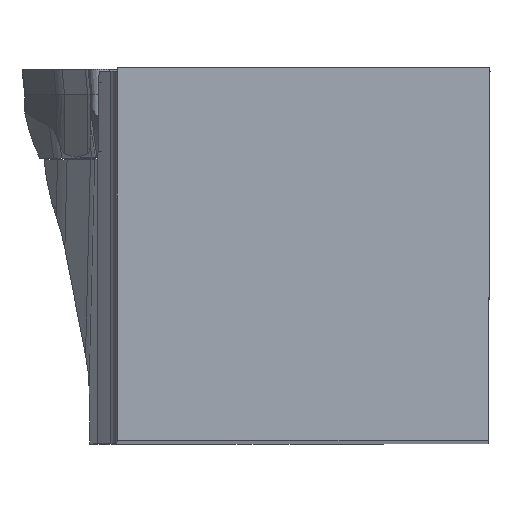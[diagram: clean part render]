
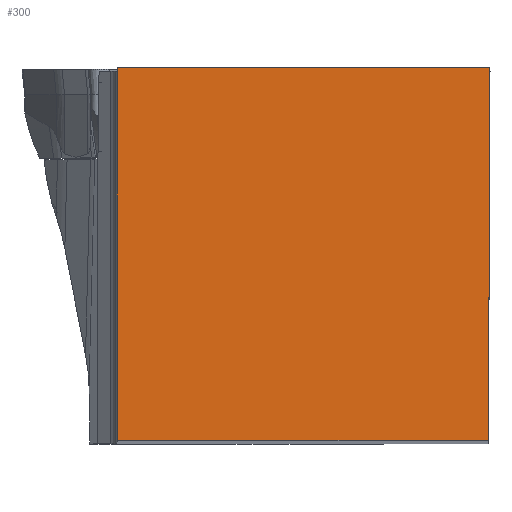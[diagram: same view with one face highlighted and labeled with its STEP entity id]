
A CAD part, top view. The second image highlights one B-rep face of the part: STEP entity #300.
In plain terms, the highlighted planar face has unit normal (0, 0, 1).
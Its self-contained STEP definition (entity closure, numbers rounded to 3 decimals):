
#300=ADVANCED_FACE('CU_BACK_SU1',(#435),#390,.F.);
#390=PLANE('',#1946);
#435=FACE_OUTER_BOUND('',#530,.T.);
#530=EDGE_LOOP('',(#959,#960,#961,#962));
#634=LINE('',#2520,#768);
#643=LINE('',#2543,#777);
#646=LINE('',#2548,#780);
#650=LINE('',#2557,#784);
#768=VECTOR('',#2111,1.);
#777=VECTOR('',#2126,1.);
#780=VECTOR('',#2131,1.);
#784=VECTOR('',#2141,1.);
#959=ORIENTED_EDGE('',*,*,#1619,.T.);
#960=ORIENTED_EDGE('',*,*,#1633,.T.);
#961=ORIENTED_EDGE('',*,*,#1630,.T.);
#962=ORIENTED_EDGE('',*,*,#1638,.F.);
#1435=VERTEX_POINT('',#2519);
#1436=VERTEX_POINT('',#2521);
#1446=VERTEX_POINT('',#2542);
#1447=VERTEX_POINT('',#2544);
#1619=EDGE_CURVE('',#1436,#1435,#634,.T.);
#1630=EDGE_CURVE('',#1447,#1446,#643,.T.);
#1633=EDGE_CURVE('',#1435,#1447,#646,.T.);
#1638=EDGE_CURVE('',#1436,#1446,#650,.T.);
#1946=AXIS2_PLACEMENT_3D('',#2558,#2142,#2143);
#2111=DIRECTION('',(1.,0.,0.));
#2126=DIRECTION('',(-1.,0.,0.));
#2131=DIRECTION('',(0.004,1.,0.));
#2141=DIRECTION('',(0.,1.,0.));
#2142=DIRECTION('',(0.,0.,-1.));
#2143=DIRECTION('',(0.,-1.,0.));
#2519=CARTESIAN_POINT('',(-0.11,0.,0.));
#2520=CARTESIAN_POINT('',(17.764,0.,0.));
#2521=CARTESIAN_POINT('',(-25.273,0.,0.));
#2542=CARTESIAN_POINT('',(-25.273,25.273,0.));
#2543=CARTESIAN_POINT('',(17.764,25.273,0.));
#2544=CARTESIAN_POINT('',(0.,25.273,0.));
#2548=CARTESIAN_POINT('',(0.066,40.35,0.));
#2557=CARTESIAN_POINT('',(-25.273,40.273,0.));
#2558=CARTESIAN_POINT('',(17.764,40.273,0.));
